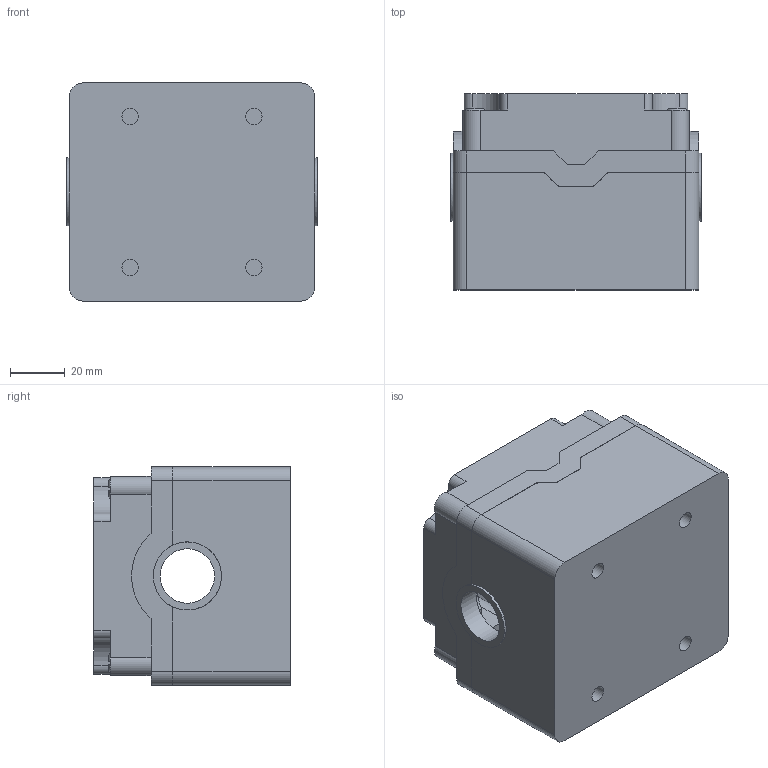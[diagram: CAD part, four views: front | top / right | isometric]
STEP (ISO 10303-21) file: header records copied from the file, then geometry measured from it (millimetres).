
FILE_DESCRIPTION(/* description */ (''),/* implementation_level */ '2;1');
FILE_NAME(/* name */ '7009A13.stp',/* time_stamp */ '2016-06-28T16:26:54-04:00',/* author */ ('CAD Station'),/* organization */ (''),/* preprocessor_version */ 'ST-DEVELOPER v16.1',/* originating_system */ 'Autodesk Inventor 2016',/* authorisation */ '');
FILE_SCHEMA (('AUTOMOTIVE_DESIGN { 1 0 10303 214 3 1 1 }'));
Length unit declared in the file: millimetre
Products named in the file (4): 7009A13_B; 7009A13_T; Screw; 7009A13ASSY
Assembly tree (6 placements, depth 2):
  7009A13ASSY
    7009A13_B
    7009A13_T
    Screw  x4
Bounding box: 92 x 72 x 80 mm (x, y, z)
Volume: 192821.1 mm3; surface area: 85940.7 mm2
Topology: 6 solids, 6 shells, 369 faces, 1016 edges, 671 vertices
Faces by surface type: plane 218, cylinder 143, cone 4, torus 4
Full cylindrical faces by diameter (mm): 3 x4, 4 x4, 6 x4, 7.5 x4, 8 x4, 20 x2, 22 x1, 25 x2
Entity records: 9639 total; most frequent: CARTESIAN_POINT 1715, DIRECTION 1672, ORIENTED_EDGE 1604, EDGE_CURVE 802, AXIS2_PLACEMENT_3D 577, VERTEX_POINT 544, LINE 518, VECTOR 518
